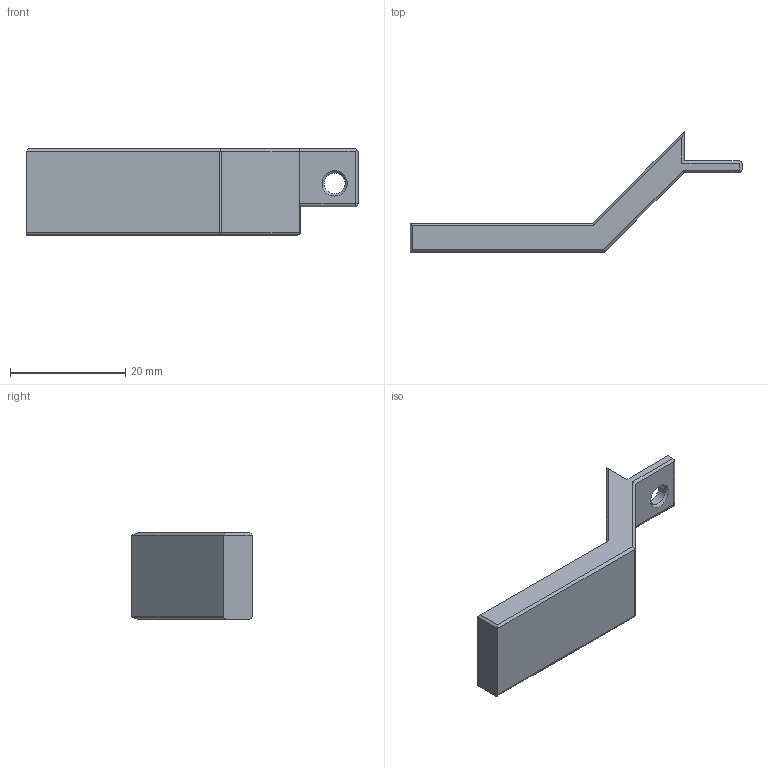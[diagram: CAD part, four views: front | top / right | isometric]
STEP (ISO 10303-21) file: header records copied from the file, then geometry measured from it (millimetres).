
FILE_DESCRIPTION(/* description */ (''),/* implementation_level */ '2;1');
FILE_NAME(/* name */ 'rear_lower_trim_mirrored_x1.step',/* time_stamp */ '2026-02-03T16:16:47-05:00',/* author */ (''),/* organization */ (''),/* preprocessor_version */ 'ST-DEVELOPER v20.1',/* originating_system */ 'Autodesk Translation Framework v14.24.0.0',/* authorisation */ '');
FILE_SCHEMA (('AUTOMOTIVE_DESIGN { 1 0 10303 214 3 1 1 }'));
Length unit declared in the file: millimetre
Products named in the file (1): Rear Skirt
Bounding box: 57.7 x 20.91 x 15 mm (x, y, z)
Volume: 4126.4 mm3; surface area: 2564.3 mm2
Topology: 1 solids, 1 shells, 42 faces, 96 edges, 57 vertices
Faces by surface type: plane 22, cylinder 14, sphere 4, cone 2
Full cylindrical faces by diameter (mm): 3.6 x1, 4.7 x1
Entity records: 1219 total; most frequent: DIRECTION 212, CARTESIAN_POINT 203, ORIENTED_EDGE 192, EDGE_CURVE 96, AXIS2_PLACEMENT_3D 74, LINE 64, VECTOR 64, VERTEX_POINT 57
